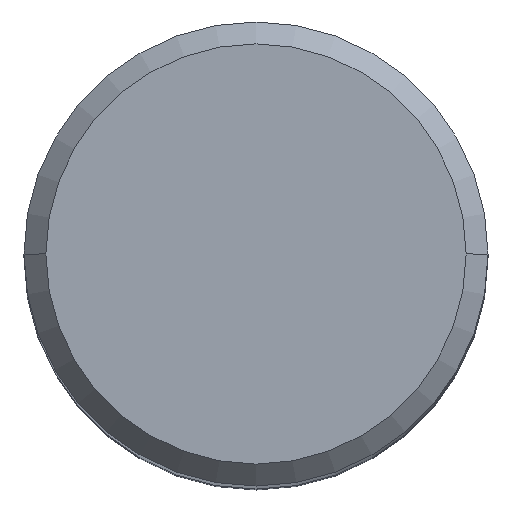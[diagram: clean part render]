
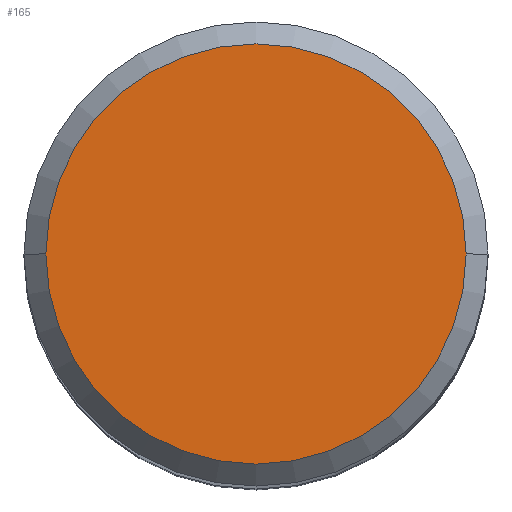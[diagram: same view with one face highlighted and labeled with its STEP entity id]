
A CAD part, top view. The second image highlights one B-rep face of the part: STEP entity #165.
In plain terms, the highlighted planar face has unit normal (0, 0, 1).
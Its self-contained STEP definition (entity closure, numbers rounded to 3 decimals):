
#83=PLANE('',#1856);
#165=ADVANCED_FACE('',(#300),#83,.T.);
#300=FACE_OUTER_BOUND('',#396,.T.);
#396=EDGE_LOOP('',(#680,#681,#682,#683));
#680=ORIENTED_EDGE('',*,*,#1103,.T.);
#681=ORIENTED_EDGE('',*,*,#1107,.T.);
#682=ORIENTED_EDGE('',*,*,#1106,.T.);
#683=ORIENTED_EDGE('',*,*,#1104,.T.);
#924=VERTEX_POINT('',#3074);
#925=VERTEX_POINT('',#3076);
#926=VERTEX_POINT('',#3078);
#927=VERTEX_POINT('',#3082);
#1103=EDGE_CURVE('',#925,#924,#1331,.T.);
#1104=EDGE_CURVE('',#926,#925,#1332,.T.);
#1106=EDGE_CURVE('',#927,#926,#1333,.T.);
#1107=EDGE_CURVE('',#924,#927,#1334,.T.);
#1331=CIRCLE('',#1850,11.5);
#1332=CIRCLE('',#1851,11.5);
#1333=CIRCLE('',#1853,11.5);
#1334=CIRCLE('',#1854,11.5);
#1850=AXIS2_PLACEMENT_3D('',#3075,#2329,#2330);
#1851=AXIS2_PLACEMENT_3D('',#3077,#2331,#2332);
#1853=AXIS2_PLACEMENT_3D('',#3081,#2336,#2337);
#1854=AXIS2_PLACEMENT_3D('',#3083,#2338,#2339);
#1856=AXIS2_PLACEMENT_3D('',#3085,#2342,#2343);
#2329=DIRECTION('',(0.,0.,1.));
#2330=DIRECTION('',(0.,-1.,0.));
#2331=DIRECTION('',(0.,0.,1.));
#2332=DIRECTION('',(-1.,0.,0.));
#2336=DIRECTION('',(0.,0.,1.));
#2337=DIRECTION('',(0.,1.,0.));
#2338=DIRECTION('',(0.,0.,1.));
#2339=DIRECTION('',(1.,0.,0.));
#2342=DIRECTION('',(0.,0.,1.));
#2343=DIRECTION('',(-1.,0.,0.));
#3074=CARTESIAN_POINT('',(11.5,0.,0.));
#3075=CARTESIAN_POINT('',(0.,0.,0.));
#3076=CARTESIAN_POINT('',(0.,-11.5,0.));
#3077=CARTESIAN_POINT('',(0.,0.,0.));
#3078=CARTESIAN_POINT('',(-11.5,0.,0.));
#3081=CARTESIAN_POINT('',(0.,0.,0.));
#3082=CARTESIAN_POINT('',(0.,11.5,0.));
#3083=CARTESIAN_POINT('',(0.,0.,0.));
#3085=CARTESIAN_POINT('',(0.,0.,0.));
